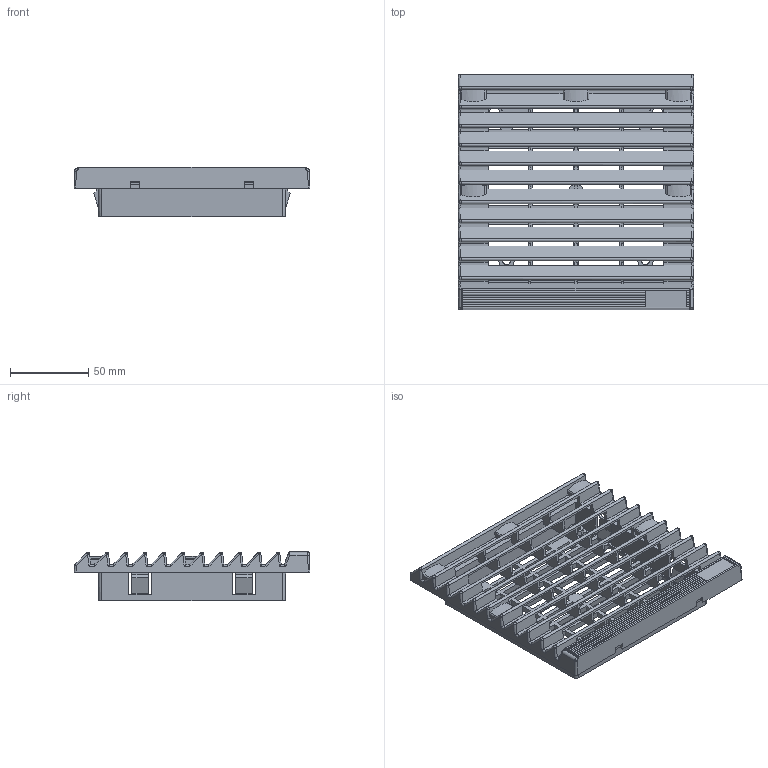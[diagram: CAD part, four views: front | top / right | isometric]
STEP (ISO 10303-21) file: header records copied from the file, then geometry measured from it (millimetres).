
FILE_DESCRIPTION (( 'STEP AP203' ), '1' );
FILE_NAME ('LFG120 Assembled.stp', '2020-02-05T19:42:29', ( '' ), ( '' ), 'SwSTEP 2.0', 'SolidWorks 2018', '' );
FILE_SCHEMA (( 'CONFIG_CONTROL_DESIGN' ));
Length unit declared in the file: millimetre
Products named in the file (1): LFG120 Assembled
Bounding box: 151 x 151 x 32 mm (x, y, z)
Volume: 119470.9 mm3; surface area: 134651.6 mm2
Topology: 2 solids, 2 shells, 1273 faces, 3758 edges, 2427 vertices
Faces by surface type: plane 852, cylinder 319, bspline 46, cone 32, sphere 24
Entity records: 47731 total; most frequent: CARTESIAN_POINT 14035, ORIENTED_EDGE 7512, DIRECTION 6235, EDGE_CURVE 3756, LINE 2865, VECTOR 2865, VERTEX_POINT 2427, AXIS2_PLACEMENT_3D 1685
